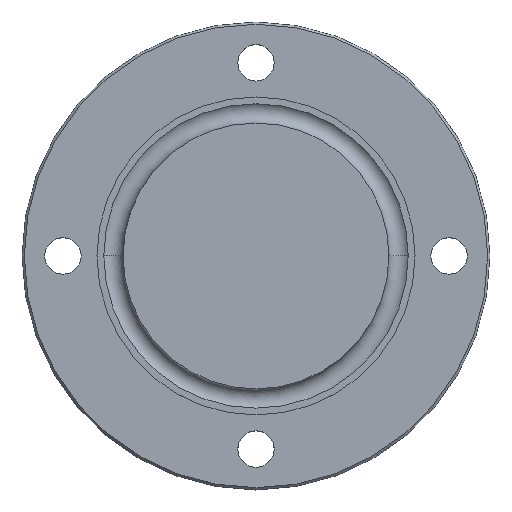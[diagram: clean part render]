
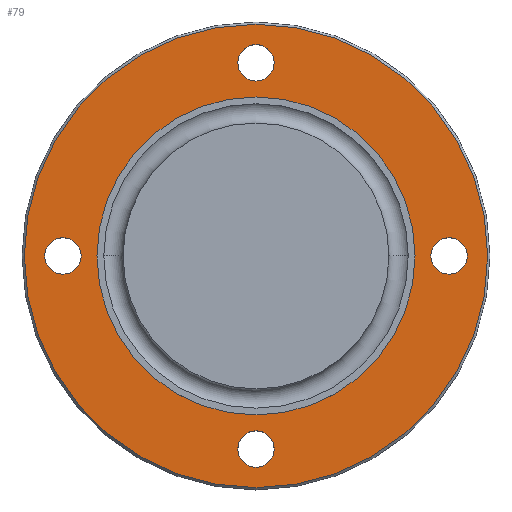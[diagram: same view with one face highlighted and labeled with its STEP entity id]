
A CAD part, top view. The second image highlights one B-rep face of the part: STEP entity #79.
In plain terms, the highlighted planar face has unit normal (0, 0, 1).
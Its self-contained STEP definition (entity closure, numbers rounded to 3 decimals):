
#13 = AXIS2_PLACEMENT_3D ( 'NONE', #101, #316, #544 ) ;
#16 = VERTEX_POINT ( 'NONE', #57 ) ;
#26 = CARTESIAN_POINT ( 'NONE',  ( 0., 0., 10. ) ) ;
#27 = FACE_BOUND ( 'NONE', #592, .T. ) ;
#32 = CIRCLE ( 'NONE', #62, 35. ) ;
#34 = AXIS2_PLACEMENT_3D ( 'NONE', #491, #175, #487 ) ;
#53 = EDGE_CURVE ( 'NONE', #609, #538, #66, .T. ) ;
#54 = VERTEX_POINT ( 'NONE', #69 ) ;
#57 = CARTESIAN_POINT ( 'NONE',  ( -51., 0., 10. ) ) ;
#62 = AXIS2_PLACEMENT_3D ( 'NONE', #378, #414, #148 ) ;
#66 = CIRCLE ( 'NONE', #200, 4. ) ;
#69 = CARTESIAN_POINT ( 'NONE',  ( 35., 0., 10. ) ) ;
#73 = AXIS2_PLACEMENT_3D ( 'NONE', #429, #376, #614 ) ;
#79 = ADVANCED_FACE ( 'NONE', ( #286, #456, #529, #27, #256, #183 ), #657, .F. ) ;
#82 = DIRECTION ( 'NONE',  ( 0., 0., 1. ) ) ;
#90 = CARTESIAN_POINT ( 'NONE',  ( 0., 51., 10. ) ) ;
#96 = EDGE_CURVE ( 'NONE', #54, #606, #32, .T. ) ;
#100 = CIRCLE ( 'NONE', #681, 4. ) ;
#101 = CARTESIAN_POINT ( 'NONE',  ( 0., -42.5, 10. ) ) ;
#106 = CARTESIAN_POINT ( 'NONE',  ( 42.5, -4., 10. ) ) ;
#110 = DIRECTION ( 'NONE',  ( 0., 0., 1. ) ) ;
#115 = EDGE_LOOP ( 'NONE', ( #245, #688 ) ) ;
#119 = CIRCLE ( 'NONE', #523, 51. ) ;
#137 = DIRECTION ( 'NONE',  ( 0., 0., 1. ) ) ;
#138 = DIRECTION ( 'NONE',  ( -1., 0., 0. ) ) ;
#146 = ORIENTED_EDGE ( 'NONE', *, *, #240, .T. ) ;
#148 = DIRECTION ( 'NONE',  ( 1., 0., 0. ) ) ;
#172 = CARTESIAN_POINT ( 'NONE',  ( -35., 0., 10. ) ) ;
#175 = DIRECTION ( 'NONE',  ( 0., 0., 1. ) ) ;
#176 = EDGE_CURVE ( 'NONE', #235, #16, #281, .T. ) ;
#181 = CARTESIAN_POINT ( 'NONE',  ( 0., 0., 10. ) ) ;
#183 = FACE_OUTER_BOUND ( 'NONE', #620, .T. ) ;
#190 = AXIS2_PLACEMENT_3D ( 'NONE', #90, #644, #138 ) ;
#192 = ORIENTED_EDGE ( 'NONE', *, *, #454, .F. ) ;
#199 = CARTESIAN_POINT ( 'NONE',  ( -42.5, 0., 10. ) ) ;
#200 = AXIS2_PLACEMENT_3D ( 'NONE', #346, #338, #511 ) ;
#210 = DIRECTION ( 'NONE',  ( 1., 0., 0. ) ) ;
#214 = EDGE_LOOP ( 'NONE', ( #515, #418 ) ) ;
#216 = VERTEX_POINT ( 'NONE', #480 ) ;
#231 = CIRCLE ( 'NONE', #239, 4. ) ;
#235 = VERTEX_POINT ( 'NONE', #650 ) ;
#239 = AXIS2_PLACEMENT_3D ( 'NONE', #337, #110, #564 ) ;
#240 = EDGE_CURVE ( 'NONE', #16, #235, #119, .T. ) ;
#243 = VERTEX_POINT ( 'NONE', #254 ) ;
#245 = ORIENTED_EDGE ( 'NONE', *, *, #512, .F. ) ;
#248 = CIRCLE ( 'NONE', #73, 4. ) ;
#250 = CARTESIAN_POINT ( 'NONE',  ( 0., 42.5, 10. ) ) ;
#254 = CARTESIAN_POINT ( 'NONE',  ( 4., -42.5, 10. ) ) ;
#256 = FACE_BOUND ( 'NONE', #214, .T. ) ;
#260 = EDGE_CURVE ( 'NONE', #425, #574, #100, .T. ) ;
#262 = EDGE_LOOP ( 'NONE', ( #621, #192 ) ) ;
#268 = CARTESIAN_POINT ( 'NONE',  ( -4., -42.5, 10. ) ) ;
#281 = CIRCLE ( 'NONE', #699, 51. ) ;
#286 = FACE_BOUND ( 'NONE', #115, .T. ) ;
#304 = DIRECTION ( 'NONE',  ( 0., 0., 1. ) ) ;
#316 = DIRECTION ( 'NONE',  ( 0., 0., 1. ) ) ;
#323 = ORIENTED_EDGE ( 'NONE', *, *, #53, .F. ) ;
#324 = CARTESIAN_POINT ( 'NONE',  ( 0., 0., 10. ) ) ;
#325 = CARTESIAN_POINT ( 'NONE',  ( 42.5, 0., 10. ) ) ;
#337 = CARTESIAN_POINT ( 'NONE',  ( -42.5, 0., 10. ) ) ;
#338 = DIRECTION ( 'NONE',  ( 0., 0., 1. ) ) ;
#346 = CARTESIAN_POINT ( 'NONE',  ( 0., 42.5, 10. ) ) ;
#363 = AXIS2_PLACEMENT_3D ( 'NONE', #324, #417, #386 ) ;
#376 = DIRECTION ( 'NONE',  ( 0., 0., 1. ) ) ;
#377 = ORIENTED_EDGE ( 'NONE', *, *, #575, .F. ) ;
#378 = CARTESIAN_POINT ( 'NONE',  ( 0., 0., 10. ) ) ;
#385 = EDGE_CURVE ( 'NONE', #538, #609, #472, .T. ) ;
#386 = DIRECTION ( 'NONE',  ( 1., 0., 0. ) ) ;
#394 = CIRCLE ( 'NONE', #691, 4. ) ;
#414 = DIRECTION ( 'NONE',  ( 0., 0., 1. ) ) ;
#417 = DIRECTION ( 'NONE',  ( 0., 0., 1. ) ) ;
#418 = ORIENTED_EDGE ( 'NONE', *, *, #432, .F. ) ;
#425 = VERTEX_POINT ( 'NONE', #725 ) ;
#428 = CARTESIAN_POINT ( 'NONE',  ( -42.5, 4., 10. ) ) ;
#429 = CARTESIAN_POINT ( 'NONE',  ( 0., -42.5, 10. ) ) ;
#432 = EDGE_CURVE ( 'NONE', #606, #54, #551, .T. ) ;
#443 = DIRECTION ( 'NONE',  ( 1., 0., 0. ) ) ;
#453 = DIRECTION ( 'NONE',  ( 0., 0., 1. ) ) ;
#454 = EDGE_CURVE ( 'NONE', #243, #726, #618, .T. ) ;
#456 = FACE_BOUND ( 'NONE', #262, .T. ) ;
#464 = DIRECTION ( 'NONE',  ( 1., 0., 0. ) ) ;
#465 = DIRECTION ( 'NONE',  ( 0., 1., 0. ) ) ;
#472 = CIRCLE ( 'NONE', #633, 4. ) ;
#480 = CARTESIAN_POINT ( 'NONE',  ( 42.5, 4., 10. ) ) ;
#487 = DIRECTION ( 'NONE',  ( 0., -1., 0. ) ) ;
#491 = CARTESIAN_POINT ( 'NONE',  ( 42.5, 0., 10. ) ) ;
#499 = ORIENTED_EDGE ( 'NONE', *, *, #627, .F. ) ;
#500 = DIRECTION ( 'NONE',  ( 0., -1., 0. ) ) ;
#511 = DIRECTION ( 'NONE',  ( 1., 0., 0. ) ) ;
#512 = EDGE_CURVE ( 'NONE', #574, #425, #231, .T. ) ;
#515 = ORIENTED_EDGE ( 'NONE', *, *, #96, .F. ) ;
#523 = AXIS2_PLACEMENT_3D ( 'NONE', #26, #659, #464 ) ;
#525 = CIRCLE ( 'NONE', #34, 4. ) ;
#529 = FACE_BOUND ( 'NONE', #640, .T. ) ;
#538 = VERTEX_POINT ( 'NONE', #680 ) ;
#539 = EDGE_CURVE ( 'NONE', #726, #243, #248, .T. ) ;
#544 = DIRECTION ( 'NONE',  ( -1., 0., 0. ) ) ;
#548 = VERTEX_POINT ( 'NONE', #106 ) ;
#551 = CIRCLE ( 'NONE', #363, 35. ) ;
#564 = DIRECTION ( 'NONE',  ( 0., 1., 0. ) ) ;
#574 = VERTEX_POINT ( 'NONE', #428 ) ;
#575 = EDGE_CURVE ( 'NONE', #216, #548, #525, .T. ) ;
#592 = EDGE_LOOP ( 'NONE', ( #323, #727 ) ) ;
#606 = VERTEX_POINT ( 'NONE', #172 ) ;
#609 = VERTEX_POINT ( 'NONE', #625 ) ;
#614 = DIRECTION ( 'NONE',  ( -1., 0., 0. ) ) ;
#618 = CIRCLE ( 'NONE', #13, 4. ) ;
#620 = EDGE_LOOP ( 'NONE', ( #146, #723 ) ) ;
#621 = ORIENTED_EDGE ( 'NONE', *, *, #539, .F. ) ;
#625 = CARTESIAN_POINT ( 'NONE',  ( 4., 42.5, 10. ) ) ;
#627 = EDGE_CURVE ( 'NONE', #548, #216, #394, .T. ) ;
#633 = AXIS2_PLACEMENT_3D ( 'NONE', #250, #304, #210 ) ;
#640 = EDGE_LOOP ( 'NONE', ( #499, #377 ) ) ;
#644 = DIRECTION ( 'NONE',  ( 0., 0., -1. ) ) ;
#650 = CARTESIAN_POINT ( 'NONE',  ( 51., 0., 10. ) ) ;
#657 = PLANE ( 'NONE',  #190 ) ;
#659 = DIRECTION ( 'NONE',  ( 0., 0., 1. ) ) ;
#680 = CARTESIAN_POINT ( 'NONE',  ( -4., 42.5, 10. ) ) ;
#681 = AXIS2_PLACEMENT_3D ( 'NONE', #199, #82, #465 ) ;
#688 = ORIENTED_EDGE ( 'NONE', *, *, #260, .F. ) ;
#691 = AXIS2_PLACEMENT_3D ( 'NONE', #325, #137, #500 ) ;
#699 = AXIS2_PLACEMENT_3D ( 'NONE', #181, #453, #443 ) ;
#723 = ORIENTED_EDGE ( 'NONE', *, *, #176, .T. ) ;
#725 = CARTESIAN_POINT ( 'NONE',  ( -42.5, -4., 10. ) ) ;
#726 = VERTEX_POINT ( 'NONE', #268 ) ;
#727 = ORIENTED_EDGE ( 'NONE', *, *, #385, .F. ) ;
